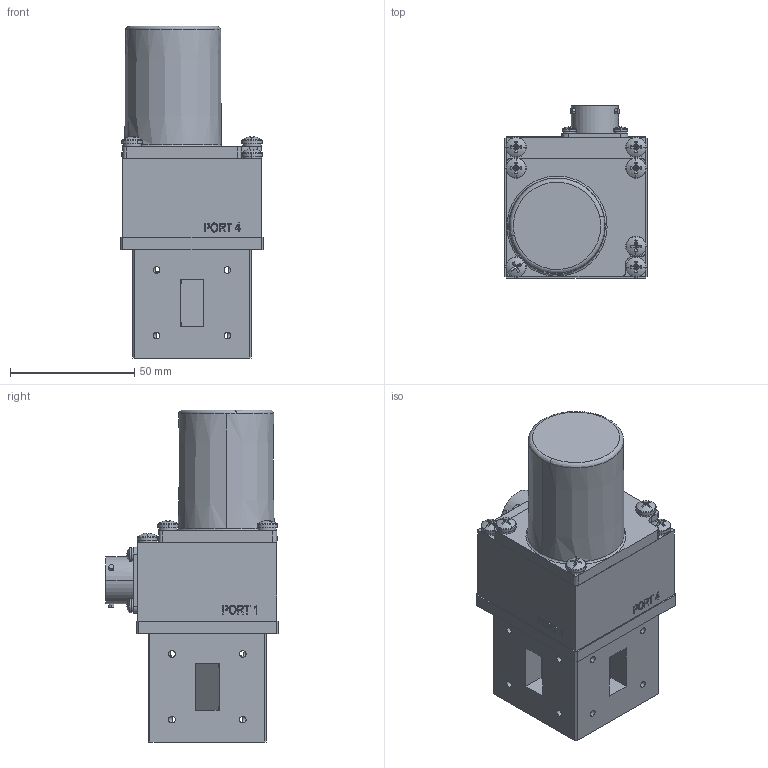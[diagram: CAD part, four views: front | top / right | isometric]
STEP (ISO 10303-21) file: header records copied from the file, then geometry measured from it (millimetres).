
FILE_DESCRIPTION (( 'STEP AP203' ), '1' );
FILE_NAME ('75APS.STEP', '2012-11-29T15:53:15', ( '' ), ( '' ), 'SwSTEP 2.0', 'SolidWorks 2012', '' );
FILE_SCHEMA (( 'CONFIG_CONTROL_DESIGN' ));
Length unit declared in the file: inch
Products named in the file (1): 75APS
Bounding box: 57.15 x 69.44 x 133.58 mm (x, y, z)
Surface area: 43630 mm2 (no closed solid volume)
Topology: 0 solids, 32 shells, 575 faces, 1971 edges, 1392 vertices
Faces by surface type: plane 307, cylinder 144, bspline 78, sphere 22, torus 22, cone 2
Entity records: 27932 total; most frequent: CARTESIAN_POINT 11528, DIRECTION 3221, ORIENTED_EDGE 3099, EDGE_CURVE 1971, VERTEX_POINT 1392, AXIS2_PLACEMENT_3D 1094, VECTOR 1033, LINE 1033
